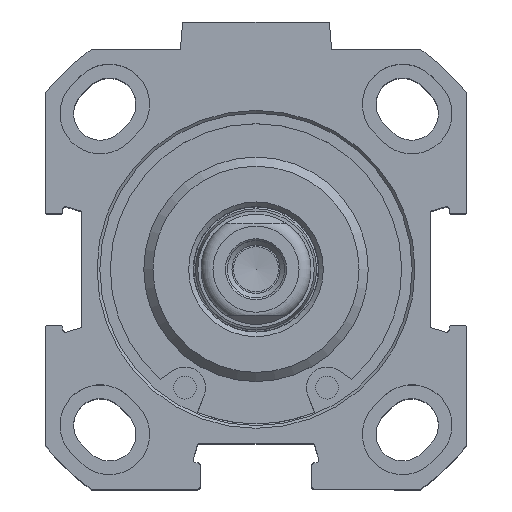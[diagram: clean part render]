
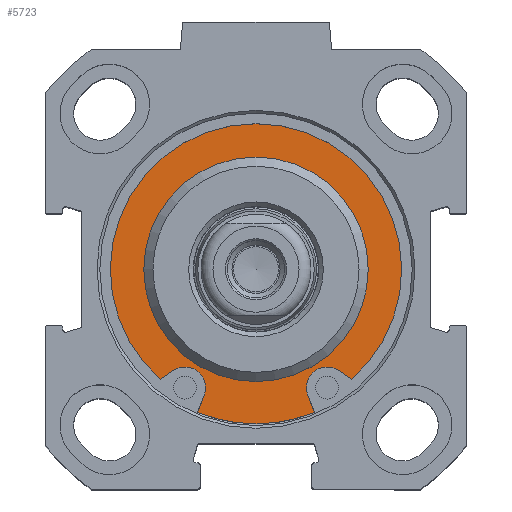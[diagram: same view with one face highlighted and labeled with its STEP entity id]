
A CAD part, top view. The second image highlights one B-rep face of the part: STEP entity #5723.
In plain terms, the highlighted planar face has unit normal (0, 0, 1).
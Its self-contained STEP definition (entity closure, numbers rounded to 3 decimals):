
#5633=CARTESIAN_POINT('',(0.,-11.9,85.9));
#5634=VERTEX_POINT('',#5633);
#5635=CARTESIAN_POINT('',(0.,0.,85.9));
#5636=DIRECTION('',(0.0,0.0,1.0));
#5637=DIRECTION('',(0.0,-1.0,0.0));
#5638=AXIS2_PLACEMENT_3D('',#5635,#5636,#5637);
#5639=CIRCLE('',#5638,11.9);
#5640=EDGE_CURVE('',#5634,#5634,#5639,.T.);
#5645=CARTESIAN_POINT('',(0.,-14.375,85.9));
#5646=DIRECTION('',(0.0,0.0,1.0));
#5647=DIRECTION('',(1.0,0.0,0.0));
#5648=AXIS2_PLACEMENT_3D('',#5645,#5646,#5647);
#5649=PLANE('',#5648);
#5650=CARTESIAN_POINT('',(-5.658,-13.721,85.9));
#5651=VERTEX_POINT('',#5650);
#5652=CARTESIAN_POINT('',(-6.389,-15.592,85.9));
#5653=VERTEX_POINT('',#5652);
#5654=CARTESIAN_POINT('',(-5.658,-13.721,85.9));
#5655=DIRECTION('',(-0.364,-0.931,0.0));
#5656=VECTOR('',#5655,2.008);
#5657=LINE('',#5654,#5656);
#5658=EDGE_CURVE('',#5651,#5653,#5657,.T.);
#5659=ORIENTED_EDGE('',*,*,#5658,.T.);
#5660=CARTESIAN_POINT('',(6.389,-15.592,85.9));
#5661=VERTEX_POINT('',#5660);
#5662=CARTESIAN_POINT('',(0.,0.,85.9));
#5663=DIRECTION('',(0.0,0.0,1.0));
#5664=DIRECTION('',(0.0,-1.0,0.0));
#5665=AXIS2_PLACEMENT_3D('',#5662,#5663,#5664);
#5666=CIRCLE('',#5665,16.85);
#5667=EDGE_CURVE('',#5653,#5661,#5666,.T.);
#5668=ORIENTED_EDGE('',*,*,#5667,.T.);
#5669=CARTESIAN_POINT('',(5.658,-13.721,85.9));
#5670=VERTEX_POINT('',#5669);
#5671=CARTESIAN_POINT('',(6.389,-15.592,85.9));
#5672=DIRECTION('',(-0.364,0.931,0.0));
#5673=VECTOR('',#5672,2.008);
#5674=LINE('',#5671,#5673);
#5675=EDGE_CURVE('',#5661,#5670,#5674,.T.);
#5676=ORIENTED_EDGE('',*,*,#5675,.T.);
#5677=CARTESIAN_POINT('',(8.967,-11.007,85.9));
#5678=VERTEX_POINT('',#5677);
#5679=CARTESIAN_POINT('',(7.754,-12.902,85.9));
#5680=DIRECTION('',(0.0,0.0,-1.0));
#5681=DIRECTION('',(-0.539,-0.842,0.0));
#5682=AXIS2_PLACEMENT_3D('',#5679,#5680,#5681);
#5683=CIRCLE('',#5682,2.25);
#5684=EDGE_CURVE('',#5670,#5678,#5683,.T.);
#5685=ORIENTED_EDGE('',*,*,#5684,.T.);
#5686=CARTESIAN_POINT('',(10.468,-11.968,85.9));
#5687=VERTEX_POINT('',#5686);
#5688=CARTESIAN_POINT('',(8.967,-11.007,85.9));
#5689=DIRECTION('',(0.842,-0.539,0.0));
#5690=VECTOR('',#5689,1.782);
#5691=LINE('',#5688,#5690);
#5692=EDGE_CURVE('',#5678,#5687,#5691,.T.);
#5693=ORIENTED_EDGE('',*,*,#5692,.T.);
#5694=CARTESIAN_POINT('',(-10.468,-11.968,85.9));
#5695=VERTEX_POINT('',#5694);
#5696=CARTESIAN_POINT('',(0.,0.,85.9));
#5697=DIRECTION('',(0.0,0.0,1.0));
#5698=DIRECTION('',(0.658,-0.753,0.0));
#5699=AXIS2_PLACEMENT_3D('',#5696,#5697,#5698);
#5700=CIRCLE('',#5699,15.9);
#5701=EDGE_CURVE('',#5687,#5695,#5700,.T.);
#5702=ORIENTED_EDGE('',*,*,#5701,.T.);
#5703=CARTESIAN_POINT('',(-8.967,-11.007,85.9));
#5704=VERTEX_POINT('',#5703);
#5705=CARTESIAN_POINT('',(-10.468,-11.968,85.9));
#5706=DIRECTION('',(0.842,0.539,0.0));
#5707=VECTOR('',#5706,1.782);
#5708=LINE('',#5705,#5707);
#5709=EDGE_CURVE('',#5695,#5704,#5708,.T.);
#5710=ORIENTED_EDGE('',*,*,#5709,.T.);
#5711=CARTESIAN_POINT('',(-7.754,-12.902,85.9));
#5712=DIRECTION('',(0.0,0.0,-1.0));
#5713=DIRECTION('',(-0.931,0.364,0.0));
#5714=AXIS2_PLACEMENT_3D('',#5711,#5712,#5713);
#5715=CIRCLE('',#5714,2.25);
#5716=EDGE_CURVE('',#5704,#5651,#5715,.T.);
#5717=ORIENTED_EDGE('',*,*,#5716,.T.);
#5718=EDGE_LOOP('',(#5659,#5668,#5676,#5685,#5693,#5702,#5710,#5717));
#5719=FACE_OUTER_BOUND('',#5718,.T.);
#5720=ORIENTED_EDGE('',*,*,#5640,.F.);
#5721=EDGE_LOOP('',(#5720));
#5722=FACE_BOUND('',#5721,.T.);
#5723=ADVANCED_FACE('',(#5719,#5722),#5649,.T.);
